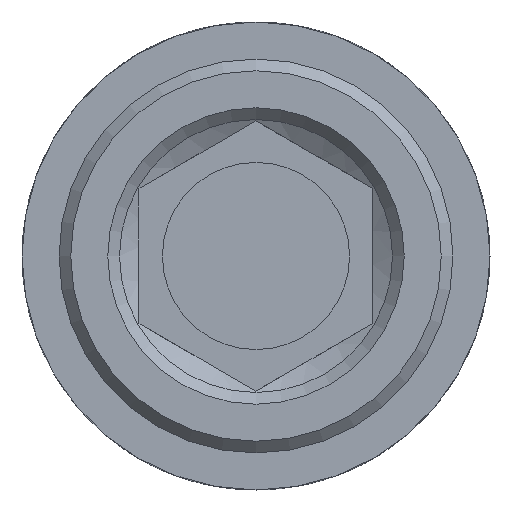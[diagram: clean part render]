
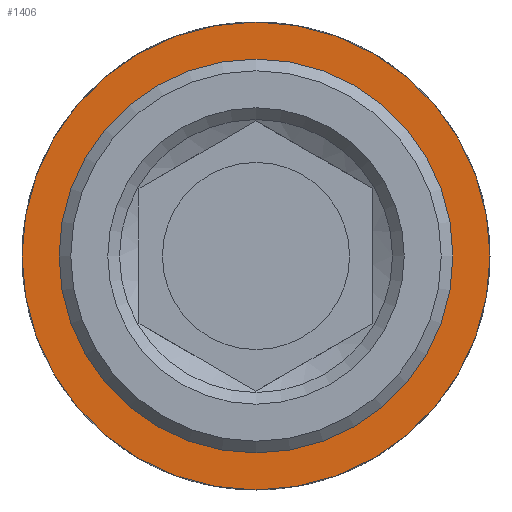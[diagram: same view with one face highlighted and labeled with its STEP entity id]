
A CAD part, left-side view. The second image highlights one B-rep face of the part: STEP entity #1406.
In plain terms, the highlighted face is planar.
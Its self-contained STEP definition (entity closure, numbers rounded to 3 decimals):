
#40=PLANE('',#1603);
#96=FACE_BOUND('',#244,.T.);
#156=FACE_OUTER_BOUND('',#243,.T.);
#243=EDGE_LOOP('',(#1027));
#244=EDGE_LOOP('',(#1028));
#337=CIRCLE('',#1598,6.);
#340=CIRCLE('',#1604,5.05);
#647=VERTEX_POINT('',#2356);
#650=VERTEX_POINT('',#2367);
#788=EDGE_CURVE('',#647,#647,#337,.T.);
#793=EDGE_CURVE('',#650,#650,#340,.T.);
#1027=ORIENTED_EDGE('',*,*,#788,.T.);
#1028=ORIENTED_EDGE('',*,*,#793,.F.);
#1406=ADVANCED_FACE('',(#156,#96),#40,.F.);
#1598=AXIS2_PLACEMENT_3D('',#2357,#1781,#1782);
#1603=AXIS2_PLACEMENT_3D('',#2366,#1793,#1794);
#1604=AXIS2_PLACEMENT_3D('',#2368,#1795,#1796);
#1781=DIRECTION('center_axis',(1.,0.,0.));
#1782=DIRECTION('ref_axis',(0.,0.,-1.));
#1793=DIRECTION('center_axis',(-1.,0.,0.));
#1794=DIRECTION('ref_axis',(0.,0.,1.));
#1795=DIRECTION('center_axis',(1.,0.,0.));
#1796=DIRECTION('ref_axis',(0.,0.,-1.));
#2356=CARTESIAN_POINT('',(-3.5,0.,6.));
#2357=CARTESIAN_POINT('Origin',(-3.5,0.,0.));
#2366=CARTESIAN_POINT('Origin',(-3.5,6.,0.));
#2367=CARTESIAN_POINT('',(-3.5,0.,5.05));
#2368=CARTESIAN_POINT('Origin',(-3.5,0.,0.));
